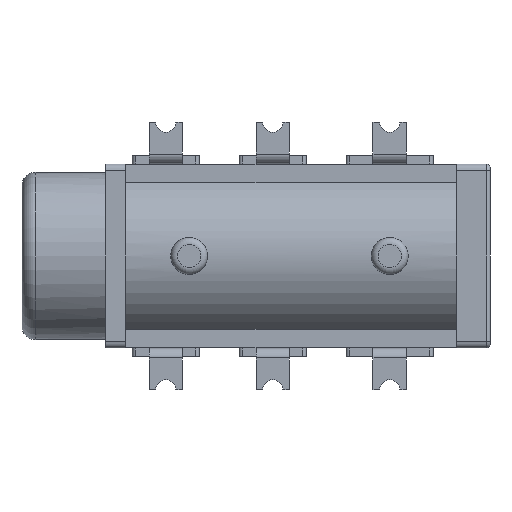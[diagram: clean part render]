
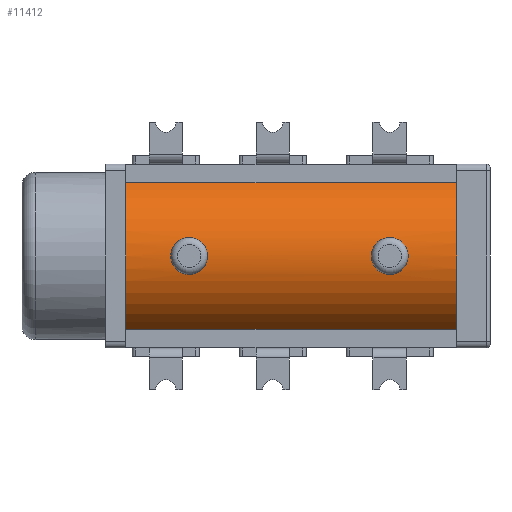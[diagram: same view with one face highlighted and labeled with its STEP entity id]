
A CAD part, front view. The second image highlights one B-rep face of the part: STEP entity #11412.
In plain terms, the highlighted cylindrical face has radius 2.5 mm (diameter 5 mm), a partial arc.
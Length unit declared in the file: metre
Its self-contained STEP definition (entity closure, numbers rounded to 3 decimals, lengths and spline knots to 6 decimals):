
#200=B_SPLINE_CURVE_WITH_KNOTS('',3,(#21528,#21529,#21530,#21531,#21532,
#21533,#21534,#21535,#21536,#21537,#21538),.UNSPECIFIED.,.T.,.F.,(1,1,1,
1,1,1,1,1,1,1,1,1,1,1,1),(-0.001293,-0.000862,-0.000431,
0.,0.000431,0.000862,0.001293,0.001724,
0.002155,0.002587,0.003018,0.003449,
0.00388,0.004311,0.004742),
 .UNSPECIFIED.);
#201=B_SPLINE_CURVE_WITH_KNOTS('',3,(#21540,#21541,#21542,#21543,#21544,
#21545,#21546,#21547,#21548,#21549,#21550),.UNSPECIFIED.,.T.,.F.,(1,1,1,
1,1,1,1,1,1,1,1,1,1,1,1),(-0.001293,-0.000862,-0.000431,
0.,0.000431,0.000862,0.001293,0.001724,
0.002155,0.002587,0.003018,0.003449,
0.00388,0.004311,0.004742),
 .UNSPECIFIED.);
#1514=LINE('',#21473,#2547);
#1516=LINE('',#21478,#2549);
#2547=VECTOR('',#17660,1.);
#2549=VECTOR('',#17664,1.);
#5396=ORIENTED_EDGE('',*,*,#7461,.T.);
#5397=ORIENTED_EDGE('',*,*,#7430,.T.);
#5398=ORIENTED_EDGE('',*,*,#7447,.F.);
#5399=ORIENTED_EDGE('',*,*,#7444,.F.);
#5400=ORIENTED_EDGE('',*,*,#7432,.F.);
#5401=ORIENTED_EDGE('',*,*,#7438,.F.);
#5402=ORIENTED_EDGE('',*,*,#7441,.F.);
#5403=ORIENTED_EDGE('',*,*,#7462,.T.);
#7430=EDGE_CURVE('',#8559,#8561,#1514,.T.);
#7432=EDGE_CURVE('',#8562,#8564,#1516,.T.);
#7438=EDGE_CURVE('',#8566,#8562,#9006,.T.);
#7441=EDGE_CURVE('',#8559,#8566,#9007,.T.);
#7444=EDGE_CURVE('',#8564,#8567,#9008,.T.);
#7447=EDGE_CURVE('',#8567,#8561,#9009,.T.);
#7461=EDGE_CURVE('',#8574,#8574,#200,.T.);
#7462=EDGE_CURVE('',#8575,#8575,#201,.T.);
#8559=VERTEX_POINT('',#21467);
#8561=VERTEX_POINT('',#21472);
#8562=VERTEX_POINT('',#21476);
#8564=VERTEX_POINT('',#21479);
#8566=VERTEX_POINT('',#21487);
#8567=VERTEX_POINT('',#21495);
#8574=VERTEX_POINT('',#21539);
#8575=VERTEX_POINT('',#21551);
#9006=CIRCLE('',#14665,0.0025);
#9007=CIRCLE('',#14667,0.0025);
#9008=CIRCLE('',#14669,0.0025);
#9009=CIRCLE('',#14671,0.0025);
#9582=EDGE_LOOP('',(#5396));
#9583=EDGE_LOOP('',(#5397,#5398,#5399,#5400,#5401,#5402));
#9584=EDGE_LOOP('',(#5403));
#10208=FACE_BOUND('',#9582,.T.);
#10209=FACE_BOUND('',#9583,.T.);
#10210=FACE_BOUND('',#9584,.T.);
#10483=CYLINDRICAL_SURFACE('',#14683,0.0025);
#11412=ADVANCED_FACE('',(#10208,#10209,#10210),#10483,.T.);
#14665=AXIS2_PLACEMENT_3D('',#21488,#17672,#17673);
#14667=AXIS2_PLACEMENT_3D('',#21492,#17678,#17679);
#14669=AXIS2_PLACEMENT_3D('',#21497,#17684,#17685);
#14671=AXIS2_PLACEMENT_3D('',#21501,#17690,#17691);
#14683=AXIS2_PLACEMENT_3D('',#21527,#17722,#17723);
#17660=DIRECTION('',(-1.,0.,0.));
#17664=DIRECTION('',(-1.,0.,0.));
#17672=DIRECTION('',(1.,0.,0.));
#17673=DIRECTION('',(0.,1.,0.));
#17678=DIRECTION('',(1.,0.,0.));
#17679=DIRECTION('',(0.,1.,0.));
#17684=DIRECTION('',(-1.,0.,0.));
#17685=DIRECTION('',(0.,1.,0.));
#17690=DIRECTION('',(-1.,0.,0.));
#17691=DIRECTION('',(0.,1.,0.));
#17722=DIRECTION('',(1.,0.,0.));
#17723=DIRECTION('',(0.,-1.,0.));
#21467=CARTESIAN_POINT('',(0.005336,0.0013,0.002193));
#21472=CARTESIAN_POINT('',(-0.004564,0.0013,0.002193));
#21473=CARTESIAN_POINT('',(-0.007664,0.0013,0.002193));
#21476=CARTESIAN_POINT('',(0.005336,0.0013,-0.002193));
#21478=CARTESIAN_POINT('',(-0.007664,0.0013,-0.002193));
#21479=CARTESIAN_POINT('',(-0.004564,0.0013,-0.002193));
#21487=CARTESIAN_POINT('',(0.005336,0.,0.));
#21488=CARTESIAN_POINT('',(0.005336,0.0025,0.));
#21492=CARTESIAN_POINT('',(0.005336,0.0025,0.));
#21495=CARTESIAN_POINT('',(-0.004564,0.,0.));
#21497=CARTESIAN_POINT('',(-0.004564,0.0025,0.));
#21501=CARTESIAN_POINT('',(-0.004564,0.0025,0.));
#21527=CARTESIAN_POINT('',(-0.007664,0.0025,0.));
#21528=CARTESIAN_POINT('',(0.003767,0.00003,0.000432));
#21529=CARTESIAN_POINT('',(0.003946,-0.000015,0.));
#21530=CARTESIAN_POINT('',(0.003767,0.00003,-0.000431));
#21531=CARTESIAN_POINT('',(0.003337,0.000077,-0.000609));
#21532=CARTESIAN_POINT('',(0.002905,0.00003,-0.000432));
#21533=CARTESIAN_POINT('',(0.002726,-0.000015,0.));
#21534=CARTESIAN_POINT('',(0.002905,0.00003,0.000431));
#21535=CARTESIAN_POINT('',(0.003335,0.000077,0.000609));
#21536=CARTESIAN_POINT('',(0.003767,0.00003,0.000432));
#21537=CARTESIAN_POINT('',(0.003946,-0.000015,0.));
#21538=CARTESIAN_POINT('',(0.003767,0.00003,-0.000431));
#21539=CARTESIAN_POINT('',(0.003886,0.,0.));
#21540=CARTESIAN_POINT('',(-0.002233,0.00003,0.000432));
#21541=CARTESIAN_POINT('',(-0.002054,-0.000015,0.));
#21542=CARTESIAN_POINT('',(-0.002233,0.00003,-0.000431));
#21543=CARTESIAN_POINT('',(-0.002663,0.000077,-0.000609));
#21544=CARTESIAN_POINT('',(-0.003095,0.00003,-0.000432));
#21545=CARTESIAN_POINT('',(-0.003274,-0.000015,0.));
#21546=CARTESIAN_POINT('',(-0.003095,0.00003,0.000431));
#21547=CARTESIAN_POINT('',(-0.002665,0.000077,0.000609));
#21548=CARTESIAN_POINT('',(-0.002233,0.00003,0.000432));
#21549=CARTESIAN_POINT('',(-0.002054,-0.000015,0.));
#21550=CARTESIAN_POINT('',(-0.002233,0.00003,-0.000431));
#21551=CARTESIAN_POINT('',(-0.002114,0.,0.));
